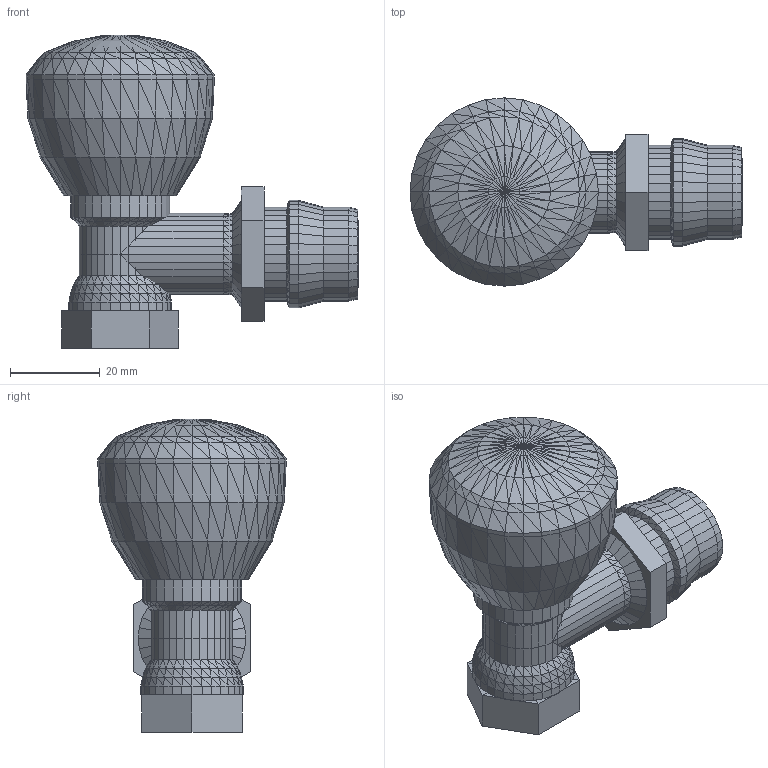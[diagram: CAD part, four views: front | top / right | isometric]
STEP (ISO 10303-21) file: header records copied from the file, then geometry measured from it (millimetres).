
FILE_DESCRIPTION((''),'2;1');
FILE_NAME('MAV_ANGLE_DN15_003L1836_3D','2023-09-20T15:27:44',('U331767'),('Danfoss'),'CREO PARAMETRIC BY PTC INC, 2022124','CREO PARAMETRIC BY PTC INC, 2022124','');
FILE_SCHEMA(('CONFIG_CONTROL_DESIGN'));
Length unit declared in the file: millimetre
Products named in the file (1): MAV_ANGLE_DN15_003L1836_3D
Bounding box: 74.04 x 42 x 69.94 mm (x, y, z)
Volume: 13910.2 mm3; surface area: 16621.6 mm2
Topology: 4 solids, 15 shells, 1747 faces, 3076 edges, 1349 vertices
Faces by surface type: plane 1747
Entity records: 38644 total; most frequent: DIRECTION 6572, CARTESIAN_POINT 6531, ORIENTED_EDGE 5800, VECTOR 3076, LINE 3076, EDGE_CURVE 3076, AXIS2_PLACEMENT_3D 1748, EDGE_LOOP 1748
